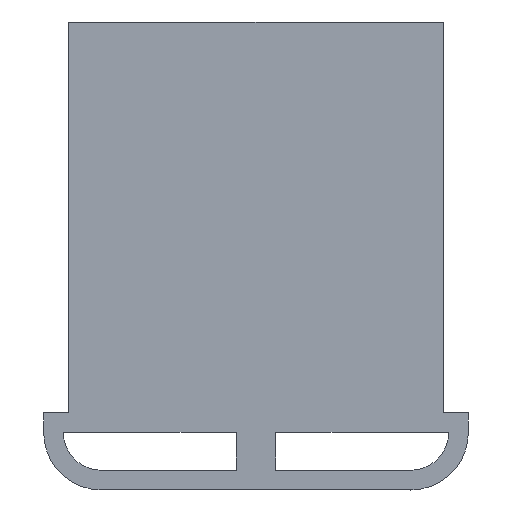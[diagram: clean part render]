
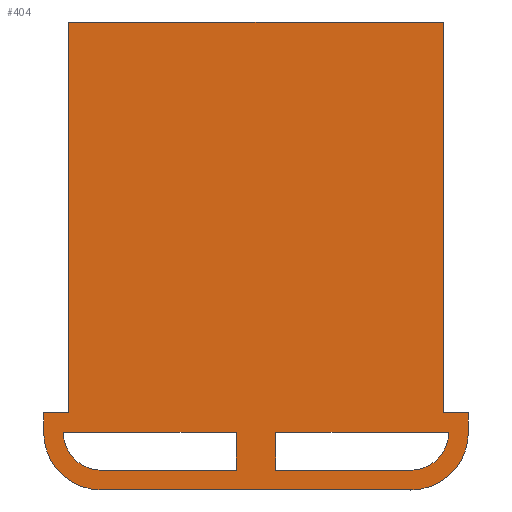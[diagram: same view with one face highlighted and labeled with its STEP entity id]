
A CAD part, top view. The second image highlights one B-rep face of the part: STEP entity #404.
In plain terms, the highlighted planar face has unit normal (0, 0, 1).
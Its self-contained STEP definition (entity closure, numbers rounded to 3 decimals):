
#21=FACE_BOUND('',#77,.T.);
#22=FACE_BOUND('',#78,.T.);
#23=CIRCLE('',#422,11.687);
#28=CIRCLE('',#433,11.687);
#29=CIRCLE('',#438,7.687);
#30=CIRCLE('',#445,7.687);
#54=FACE_OUTER_BOUND('',#76,.T.);
#76=EDGE_LOOP('',(#351,#352,#353,#354,#355,#356,#357,#358,#359,#360));
#77=EDGE_LOOP('',(#361,#362,#363,#364));
#78=EDGE_LOOP('',(#365,#366,#367,#368));
#79=LINE('',#562,#125);
#97=LINE('',#608,#143);
#99=LINE('',#612,#145);
#101=LINE('',#616,#147);
#104=LINE('',#621,#150);
#106=LINE('',#628,#152);
#108=LINE('',#632,#154);
#110=LINE('',#635,#156);
#113=LINE('',#644,#159);
#115=LINE('',#648,#161);
#117=LINE('',#651,#163);
#118=LINE('',#655,#164);
#121=LINE('',#660,#167);
#124=LINE('',#667,#170);
#125=VECTOR('',#455,1.);
#143=VECTOR('',#489,1.);
#145=VECTOR('',#493,1.);
#147=VECTOR('',#497,1.);
#150=VECTOR('',#502,1.);
#152=VECTOR('',#510,1.);
#154=VECTOR('',#514,1.);
#156=VECTOR('',#518,1.);
#159=VECTOR('',#527,1.);
#161=VECTOR('',#531,1.);
#163=VECTOR('',#535,1.);
#164=VECTOR('',#538,1.);
#167=VECTOR('',#543,1.);
#170=VECTOR('',#552,1.);
#171=VERTEX_POINT('',#560);
#172=VERTEX_POINT('',#561);
#175=VERTEX_POINT('',#569);
#192=VERTEX_POINT('',#607);
#193=VERTEX_POINT('',#611);
#194=VERTEX_POINT('',#615);
#195=VERTEX_POINT('',#619);
#196=VERTEX_POINT('',#623);
#197=VERTEX_POINT('',#627);
#198=VERTEX_POINT('',#631);
#199=VERTEX_POINT('',#637);
#200=VERTEX_POINT('',#638);
#201=VERTEX_POINT('',#643);
#202=VERTEX_POINT('',#647);
#203=VERTEX_POINT('',#653);
#204=VERTEX_POINT('',#654);
#205=VERTEX_POINT('',#659);
#206=VERTEX_POINT('',#663);
#207=EDGE_CURVE('',#171,#172,#79,.T.);
#211=EDGE_CURVE('',#175,#172,#23,.T.);
#230=EDGE_CURVE('',#192,#171,#97,.T.);
#232=EDGE_CURVE('',#193,#192,#99,.T.);
#234=EDGE_CURVE('',#175,#194,#101,.T.);
#237=EDGE_CURVE('',#193,#195,#104,.T.);
#238=EDGE_CURVE('',#196,#194,#28,.T.);
#240=EDGE_CURVE('',#195,#197,#106,.T.);
#242=EDGE_CURVE('',#198,#196,#108,.T.);
#244=EDGE_CURVE('',#197,#198,#110,.T.);
#245=EDGE_CURVE('',#199,#200,#29,.T.);
#248=EDGE_CURVE('',#199,#201,#113,.T.);
#250=EDGE_CURVE('',#200,#202,#115,.T.);
#252=EDGE_CURVE('',#201,#202,#117,.T.);
#253=EDGE_CURVE('',#203,#204,#118,.T.);
#256=EDGE_CURVE('',#205,#203,#121,.T.);
#258=EDGE_CURVE('',#204,#206,#30,.T.);
#260=EDGE_CURVE('',#206,#205,#124,.T.);
#351=ORIENTED_EDGE('',*,*,#207,.F.);
#352=ORIENTED_EDGE('',*,*,#230,.F.);
#353=ORIENTED_EDGE('',*,*,#232,.F.);
#354=ORIENTED_EDGE('',*,*,#237,.T.);
#355=ORIENTED_EDGE('',*,*,#240,.T.);
#356=ORIENTED_EDGE('',*,*,#244,.T.);
#357=ORIENTED_EDGE('',*,*,#242,.T.);
#358=ORIENTED_EDGE('',*,*,#238,.T.);
#359=ORIENTED_EDGE('',*,*,#234,.F.);
#360=ORIENTED_EDGE('',*,*,#211,.T.);
#361=ORIENTED_EDGE('',*,*,#245,.F.);
#362=ORIENTED_EDGE('',*,*,#248,.T.);
#363=ORIENTED_EDGE('',*,*,#252,.T.);
#364=ORIENTED_EDGE('',*,*,#250,.F.);
#365=ORIENTED_EDGE('',*,*,#253,.F.);
#366=ORIENTED_EDGE('',*,*,#256,.F.);
#367=ORIENTED_EDGE('',*,*,#260,.F.);
#368=ORIENTED_EDGE('',*,*,#258,.F.);
#384=PLANE('',#447);
#404=ADVANCED_FACE('',(#54,#21,#22),#384,.F.);
#422=AXIS2_PLACEMENT_3D('',#570,#461,#462);
#433=AXIS2_PLACEMENT_3D('',#624,#505,#506);
#438=AXIS2_PLACEMENT_3D('',#639,#521,#522);
#445=AXIS2_PLACEMENT_3D('',#664,#547,#548);
#447=AXIS2_PLACEMENT_3D('',#668,#553,#554);
#455=DIRECTION('',(0.,-1.,0.));
#461=DIRECTION('center_axis',(0.,0.,1.));
#462=DIRECTION('ref_axis',(-1.,0.,0.));
#489=DIRECTION('',(1.,0.,0.));
#493=DIRECTION('',(0.,-1.,0.));
#497=DIRECTION('',(-1.,0.,0.));
#502=DIRECTION('',(-1.,0.,0.));
#505=DIRECTION('center_axis',(0.,0.,1.));
#506=DIRECTION('ref_axis',(-1.,0.,0.));
#510=DIRECTION('',(0.,-1.,0.));
#514=DIRECTION('',(0.,-1.,0.));
#518=DIRECTION('',(-1.,0.,0.));
#521=DIRECTION('center_axis',(0.,0.,1.));
#522=DIRECTION('ref_axis',(-1.,0.,0.));
#527=DIRECTION('',(-1.,0.,0.));
#531=DIRECTION('',(-1.,0.,0.));
#535=DIRECTION('',(0.,1.,0.));
#538=DIRECTION('',(-1.,0.,0.));
#543=DIRECTION('',(0.,1.,0.));
#547=DIRECTION('center_axis',(0.,0.,1.));
#548=DIRECTION('ref_axis',(-1.,0.,0.));
#552=DIRECTION('',(1.,0.,0.));
#553=DIRECTION('center_axis',(0.,0.,-1.));
#554=DIRECTION('ref_axis',(-1.,0.,0.));
#560=CARTESIAN_POINT('',(43.1,-53.995,3.267));
#561=CARTESIAN_POINT('',(43.1,-57.995,3.267));
#562=CARTESIAN_POINT('',(43.1,25.318,3.267));
#569=CARTESIAN_POINT('',(31.413,-69.683,3.267));
#570=CARTESIAN_POINT('Origin',(31.413,-57.995,3.267));
#607=CARTESIAN_POINT('',(37.994,-53.995,3.267));
#608=CARTESIAN_POINT('',(37.994,-53.995,3.267));
#611=CARTESIAN_POINT('',(37.994,25.318,3.267));
#612=CARTESIAN_POINT('',(37.994,25.318,3.267));
#615=CARTESIAN_POINT('',(-31.413,-69.682,3.267));
#616=CARTESIAN_POINT('',(43.1,-69.683,3.267));
#619=CARTESIAN_POINT('',(-37.994,25.318,3.267));
#621=CARTESIAN_POINT('',(43.1,25.318,3.267));
#623=CARTESIAN_POINT('',(-43.1,-57.995,3.267));
#624=CARTESIAN_POINT('Origin',(-31.413,-57.995,3.267));
#627=CARTESIAN_POINT('',(-37.994,-53.995,3.267));
#628=CARTESIAN_POINT('',(-37.994,25.318,3.267));
#631=CARTESIAN_POINT('',(-43.1,-53.995,3.267));
#632=CARTESIAN_POINT('',(-43.1,25.318,3.267));
#635=CARTESIAN_POINT('',(-37.994,-53.995,3.267));
#637=CARTESIAN_POINT('',(31.413,-65.683,3.267));
#638=CARTESIAN_POINT('',(39.1,-57.995,3.267));
#639=CARTESIAN_POINT('Origin',(31.413,-57.995,3.267));
#643=CARTESIAN_POINT('',(4.,-65.683,3.267));
#644=CARTESIAN_POINT('',(31.413,-65.683,3.267));
#647=CARTESIAN_POINT('',(4.,-57.995,3.267));
#648=CARTESIAN_POINT('',(39.1,-57.995,3.267));
#651=CARTESIAN_POINT('',(4.,-65.683,3.267));
#653=CARTESIAN_POINT('',(-4.,-57.995,3.267));
#654=CARTESIAN_POINT('',(-39.1,-57.995,3.267));
#655=CARTESIAN_POINT('',(-4.,-57.995,3.267));
#659=CARTESIAN_POINT('',(-4.,-65.683,3.267));
#660=CARTESIAN_POINT('',(-4.,-65.683,3.267));
#663=CARTESIAN_POINT('',(-31.413,-65.683,3.267));
#664=CARTESIAN_POINT('Origin',(-31.413,-57.995,3.267));
#667=CARTESIAN_POINT('',(-31.413,-65.683,3.267));
#668=CARTESIAN_POINT('Origin',(20.56,-53.753,3.267));
